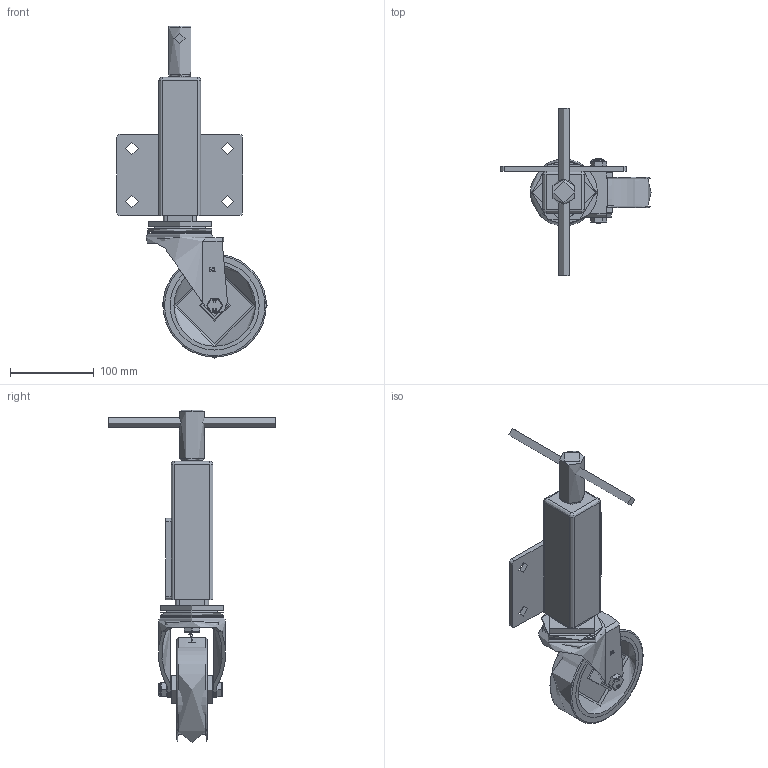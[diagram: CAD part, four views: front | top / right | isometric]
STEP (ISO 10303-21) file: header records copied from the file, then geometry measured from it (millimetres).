
FILE_DESCRIPTION(/* description */ (''),/* implementation_level */ '2;1');
FILE_NAME(/* name */ 'JAZ125NPB.step',/* time_stamp */ '2024-06-12T15:18:19+01:00',/* author */ (''),/* organization */ (''),/* preprocessor_version */ 'ST-DEVELOPER v20',/* originating_system */ 'Autodesk Translation Framework v13.14.0.145',/* authorisation */ '');
FILE_SCHEMA (('AUTOMOTIVE_DESIGN { 1 0 10303 214 3 1 1 }'));
Products named in the file (33): JAZ125NPB; JAZM12 v2; ZINC PLATED BOX JACKING UNIT; BACK PLATE; MAIN BODY; BASE; INNER TUBE; TOP; BZH125ASBH12 v1; ZINC PLATED, PRESSED STEEL TOP HEAD; ZINC PLATED, PRESSED STEEL FORKS; BEARING SEAL; BZH125WNPRB61 v1; POLYURETHANE TYRE; NYLON RIM; NYLON RIM Geometry; CAP; ROLLER BEARINGS; CAGE; RIBS; Component7; TUBEM15X50 v1; ZINC PLATED AXLE TUBE; HEXBOLTM10X70Z8.8 v2; GRADE 8.8 THREADED ZINC PLATED BOLT; NYLOCM10Z v1; NYLOC NUT; RUBBER; NUT; NM12JAZ v1; ZINC PLATED NUT; A005238 - JAZBAR v1; A005238
Assembly tree (40 placements, depth 5):
  JAZ125NPB
    JAZM12 v2
      ZINC PLATED BOX JACKING UNIT
        BACK PLATE
        MAIN BODY
        BASE
        INNER TUBE
        TOP
    BZH125ASBH12 v1
      ZINC PLATED, PRESSED STEEL TOP HEAD
      ZINC PLATED, PRESSED STEEL FORKS
      BEARING SEAL
    BZH125WNPRB61 v1
      POLYURETHANE TYRE
      NYLON RIM
        NYLON RIM Geometry
        CAP
      ROLLER BEARINGS
        CAGE
        RIBS
          Component7  x9
    TUBEM15X50 v1
      ZINC PLATED AXLE TUBE
    HEXBOLTM10X70Z8.8 v2
      GRADE 8.8 THREADED ZINC PLATED BOLT
    NYLOCM10Z v1
      NYLOC NUT
        RUBBER
        NUT
    NM12JAZ v1
      ZINC PLATED NUT
    A005238 - JAZBAR v1
      A005238
Bounding box: 179 x 200 x 395.5 mm (x, y, z)
Volume: 716810.9 mm3; surface area: 332044.7 mm2
Topology: 27 solids, 27 shells, 692 faces, 1751 edges, 1124 vertices
Faces by surface type: cylinder 316, plane 247, bspline 67, sphere 28, torus 27, cone 7
Full cylindrical faces by diameter (mm): 4 x9, 8.141 x18, 9.836 x21, 9.85 x19, 10 x3, 10.2 x2, 10.5 x1, 11.834 x22, 12 x3, 12.1 x1, 12.5 x1, 14.5 x4, 15 x1, 15.1 x1, 15.2 x1, 15.5 x2, 16 x2, 20 x43, 22 x1, 23.5 x1, 25 x44, 26 x1, 27 x1, 27.2 x1, 30 x1, 30.124 x1, 32 x1, 34 x2, 38 x1, 39 x1
Entity records: 66965 total; most frequent: CARTESIAN_POINT 50534, ORIENTED_EDGE 3446, DIRECTION 2950, EDGE_CURVE 1723, VERTEX_POINT 1108, AXIS2_PLACEMENT_3D 1095, LINE 760, VECTOR 760
